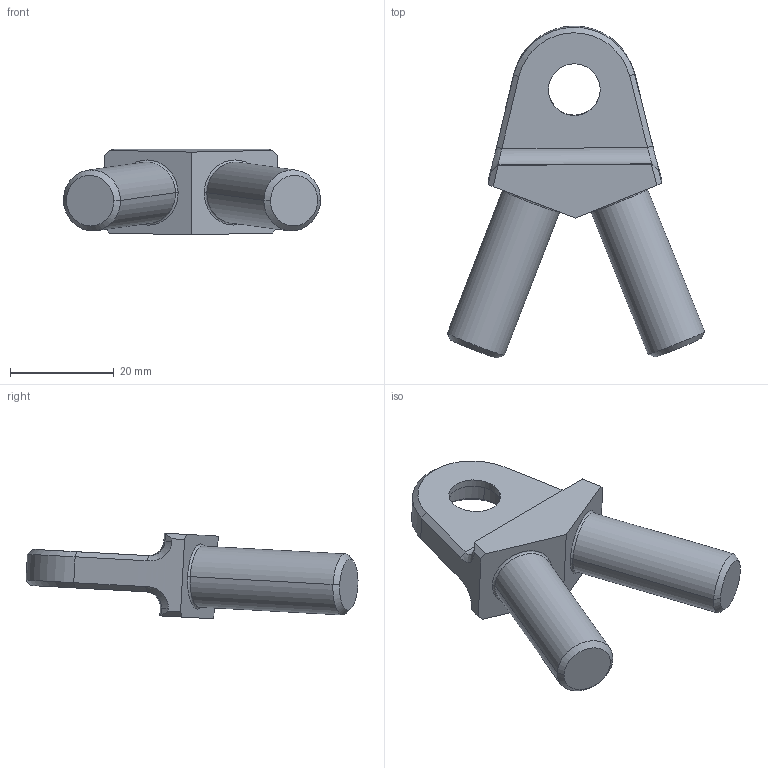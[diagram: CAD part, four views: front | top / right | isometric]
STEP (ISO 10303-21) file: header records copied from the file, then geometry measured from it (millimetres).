
FILE_DESCRIPTION(('CATIA V5 STEP Exchange'),'2;1');
FILE_NAME('Insert roue avant superieur.stp','2019-01-14T08:50:05+00:00',('none'),('none'),'CATIA Version 5 Release 19 SP 2 (IN-10)','CATIA V5 STEP AP203','none');
FILE_SCHEMA(('CONFIG_CONTROL_DESIGN'));
Length unit declared in the file: millimetre
Products named in the file (1): SU_02001
Bounding box: 49.67 x 64.14 x 16.54 mm (x, y, z)
Volume: 13925.3 mm3; surface area: 5350 mm2
Topology: 1 solids, 1 shells, 54 faces, 133 edges, 87 vertices
Faces by surface type: plane 21, cylinder 11, bspline 8, cone 8, torus 6
Entity records: 2762 total; most frequent: CARTESIAN_POINT 1558, ORIENTED_EDGE 262, DIRECTION 179, EDGE_CURVE 131, VERTEX_POINT 82, AXIS2_PLACEMENT_3D 80, VECTOR 59, EDGE_LOOP 59
